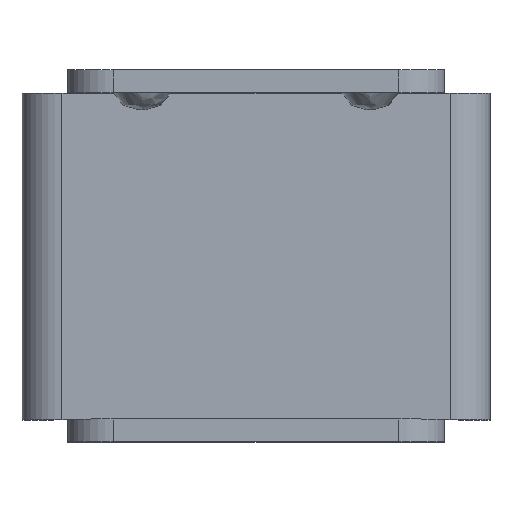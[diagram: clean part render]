
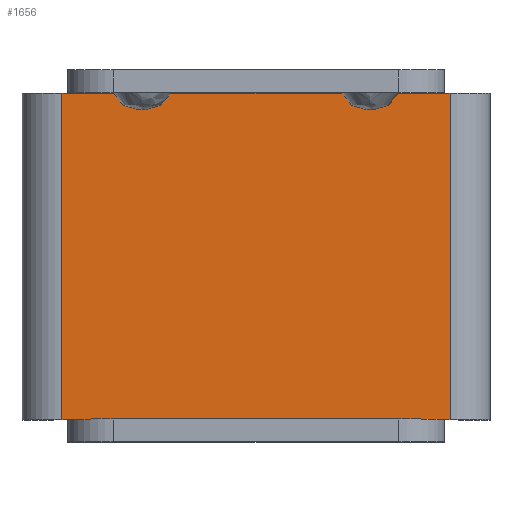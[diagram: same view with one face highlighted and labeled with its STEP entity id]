
A CAD part, top view. The second image highlights one B-rep face of the part: STEP entity #1656.
In plain terms, the highlighted planar face has unit normal (0, 0, 1).
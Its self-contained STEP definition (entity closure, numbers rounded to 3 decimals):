
#442 = VERTEX_POINT('',#443);
#443 = CARTESIAN_POINT('',(16.5,0.,0.));
#449 = EDGE_CURVE('',#442,#450,#452,.T.);
#450 = VERTEX_POINT('',#451);
#451 = CARTESIAN_POINT('',(-16.5,0.,0.));
#452 = LINE('',#453,#454);
#453 = CARTESIAN_POINT('',(16.5,0.,0.));
#454 = VECTOR('',#455,1.);
#455 = DIRECTION('',(-1.,0.,0.));
#482 = VERTEX_POINT('',#483);
#483 = CARTESIAN_POINT('',(16.5,28.6,0.));
#999 = VERTEX_POINT('',#1000);
#1000 = CARTESIAN_POINT('',(17.,0.,0.));
#1016 = VERTEX_POINT('',#1017);
#1017 = CARTESIAN_POINT('',(17.,28.6,0.));
#1024 = EDGE_CURVE('',#999,#1016,#1025,.T.);
#1025 = LINE('',#1026,#1027);
#1026 = CARTESIAN_POINT('',(17.,0.,0.));
#1027 = VECTOR('',#1028,1.);
#1028 = DIRECTION('',(0.,1.,0.));
#1153 = EDGE_CURVE('',#442,#999,#1154,.T.);
#1154 = LINE('',#1155,#1156);
#1155 = CARTESIAN_POINT('',(16.5,0.,0.));
#1156 = VECTOR('',#1157,1.);
#1157 = DIRECTION('',(1.,0.,0.));
#1176 = EDGE_CURVE('',#1177,#450,#1179,.T.);
#1177 = VERTEX_POINT('',#1178);
#1178 = CARTESIAN_POINT('',(-17.,0.,0.));
#1179 = LINE('',#1180,#1181);
#1180 = CARTESIAN_POINT('',(-17.,0.,0.));
#1181 = VECTOR('',#1182,1.);
#1182 = DIRECTION('',(1.,0.,0.));
#1323 = EDGE_CURVE('',#482,#1016,#1324,.T.);
#1324 = LINE('',#1325,#1326);
#1325 = CARTESIAN_POINT('',(16.5,28.6,0.));
#1326 = VECTOR('',#1327,1.);
#1327 = DIRECTION('',(1.,0.,0.));
#1636 = EDGE_CURVE('',#1637,#1177,#1639,.T.);
#1637 = VERTEX_POINT('',#1638);
#1638 = CARTESIAN_POINT('',(-17.,28.6,0.));
#1639 = LINE('',#1640,#1641);
#1640 = CARTESIAN_POINT('',(-17.,28.6,0.));
#1641 = VECTOR('',#1642,1.);
#1642 = DIRECTION('',(0.,-1.,0.));
#1656 = ADVANCED_FACE('',(#1657),#1679,.T.);
#1657 = FACE_BOUND('',#1658,.T.);
#1658 = EDGE_LOOP('',(#1659,#1660,#1661,#1662,#1663,#1664,#1672,#1678));
#1659 = ORIENTED_EDGE('',*,*,#1176,.T.);
#1660 = ORIENTED_EDGE('',*,*,#449,.F.);
#1661 = ORIENTED_EDGE('',*,*,#1153,.T.);
#1662 = ORIENTED_EDGE('',*,*,#1024,.T.);
#1663 = ORIENTED_EDGE('',*,*,#1323,.F.);
#1664 = ORIENTED_EDGE('',*,*,#1665,.T.);
#1665 = EDGE_CURVE('',#482,#1666,#1668,.T.);
#1666 = VERTEX_POINT('',#1667);
#1667 = CARTESIAN_POINT('',(-16.5,28.6,0.));
#1668 = LINE('',#1669,#1670);
#1669 = CARTESIAN_POINT('',(17.,28.6,0.));
#1670 = VECTOR('',#1671,1.);
#1671 = DIRECTION('',(-1.,0.,0.));
#1672 = ORIENTED_EDGE('',*,*,#1673,.T.);
#1673 = EDGE_CURVE('',#1666,#1637,#1674,.T.);
#1674 = LINE('',#1675,#1676);
#1675 = CARTESIAN_POINT('',(17.,28.6,0.));
#1676 = VECTOR('',#1677,1.);
#1677 = DIRECTION('',(-1.,0.,0.));
#1678 = ORIENTED_EDGE('',*,*,#1636,.T.);
#1679 = PLANE('',#1680);
#1680 = AXIS2_PLACEMENT_3D('',#1681,#1682,#1683);
#1681 = CARTESIAN_POINT('',(0.,-0.572,0.));
#1682 = DIRECTION('',(0.,0.,1.));
#1683 = DIRECTION('',(1.,0.,-0.));
